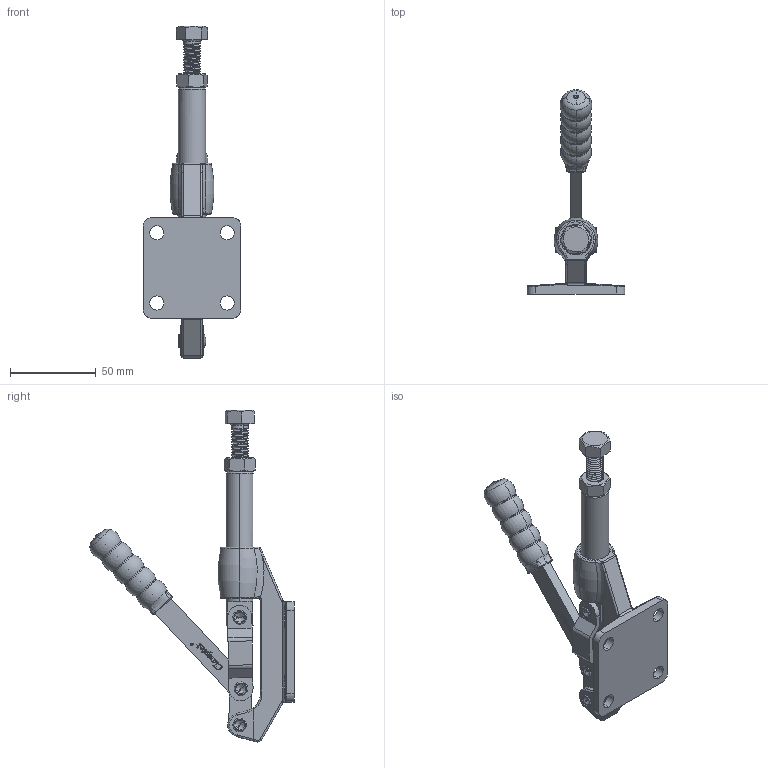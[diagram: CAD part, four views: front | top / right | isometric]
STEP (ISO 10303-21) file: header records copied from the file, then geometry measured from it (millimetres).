
FILE_DESCRIPTION (( 'STEP AP203' ), '1' );
FILE_NAME ('CH-304-EML.STEP', '2017-11-28T05:59:23', ( 'Windows' ), ( 'Microsoft' ), 'SwSTEP 2.0', 'SolidWorks 2015', '' );
FILE_SCHEMA (( 'CONFIG_CONTROL_DESIGN' ));
Length unit declared in the file: millimetre
Products named in the file (9): CH-12130綵竄忒梟杶; CH-304-EML; CH-304-EM-01 BASE; CH-304-EM-02 CREST STALK; CH-304-04 CONNECTING-PLATE; CH-304-06; M10 Nut; M10X50; 304-EML HAMDLE
Assembly tree (11 placements, depth 2):
  CH-304-EML
    CH-304-EM-01 BASE
    CH-304-EM-02 CREST STALK
    CH-304-04 CONNECTING-PLATE  x2
    CH-304-06  x3
    M10 Nut
    M10X50
    304-EML HAMDLE
    CH-12130綵竄忒梟杶
Bounding box: 57.2 x 119.43 x 194.09 mm (x, y, z)
Volume: 86516.6 mm3; surface area: 50398.7 mm2
Topology: 11 solids, 11 shells, 831 faces, 2242 edges, 1441 vertices
Faces by surface type: plane 265, cylinder 241, bspline 221, torus 63, cone 25, sphere 16
Entity records: 38879 total; most frequent: CARTESIAN_POINT 20599, ORIENTED_EDGE 4138, DIRECTION 2835, EDGE_CURVE 2069, VERTEX_POINT 1346, VECTOR 971, LINE 971, AXIS2_PLACEMENT_3D 932
